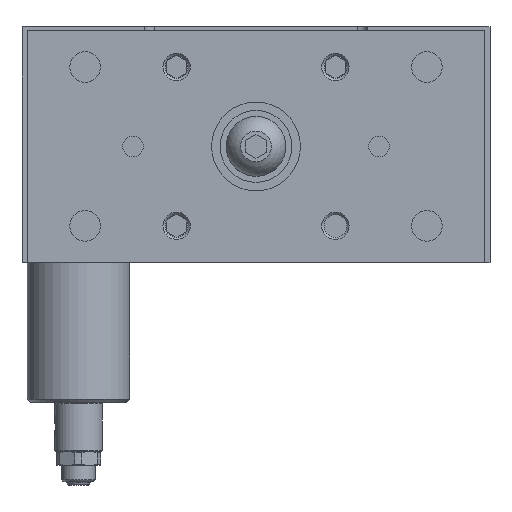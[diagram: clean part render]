
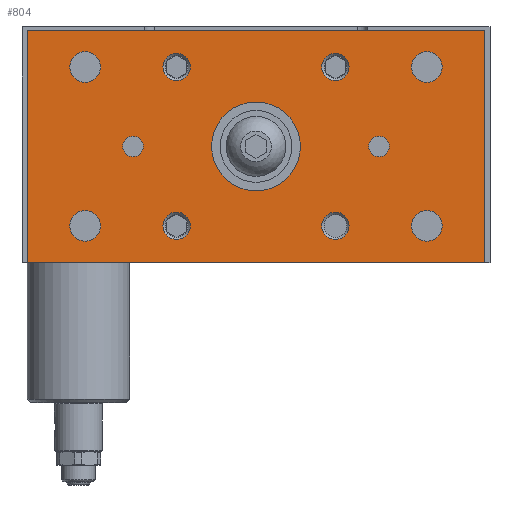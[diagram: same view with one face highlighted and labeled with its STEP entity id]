
A CAD part, left-side view. The second image highlights one B-rep face of the part: STEP entity #804.
In plain terms, the highlighted planar face has unit normal (-1, 0, 0).
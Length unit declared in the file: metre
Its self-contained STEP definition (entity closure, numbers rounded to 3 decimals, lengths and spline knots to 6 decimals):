
#804 = ADVANCED_FACE( '', ( #2007, #2008, #2009, #2010, #2011, #2012, #2013, #2014, #2015, #2016, #2017, #2018 ), #2019, .T. );
#2007 = FACE_OUTER_BOUND( '', #3753, .T. );
#2008 = FACE_BOUND( '', #3754, .T. );
#2009 = FACE_BOUND( '', #3755, .T. );
#2010 = FACE_BOUND( '', #3756, .T. );
#2011 = FACE_BOUND( '', #3757, .T. );
#2012 = FACE_BOUND( '', #3758, .T. );
#2013 = FACE_BOUND( '', #3759, .T. );
#2014 = FACE_BOUND( '', #3760, .T. );
#2015 = FACE_BOUND( '', #3761, .T. );
#2016 = FACE_BOUND( '', #3762, .T. );
#2017 = FACE_BOUND( '', #3763, .T. );
#2018 = FACE_BOUND( '', #3764, .T. );
#2019 = PLANE( '', #3765 );
#3753 = EDGE_LOOP( '', ( #6043, #6044, #6045, #6046 ) );
#3754 = EDGE_LOOP( '', ( #6047 ) );
#3755 = EDGE_LOOP( '', ( #6048 ) );
#3756 = EDGE_LOOP( '', ( #6049 ) );
#3757 = EDGE_LOOP( '', ( #6050 ) );
#3758 = EDGE_LOOP( '', ( #6051 ) );
#3759 = EDGE_LOOP( '', ( #6052 ) );
#3760 = EDGE_LOOP( '', ( #6053 ) );
#3761 = EDGE_LOOP( '', ( #6054 ) );
#3762 = EDGE_LOOP( '', ( #6055 ) );
#3763 = EDGE_LOOP( '', ( #6056 ) );
#3764 = EDGE_LOOP( '', ( #6057 ) );
#3765 = AXIS2_PLACEMENT_3D( '', #6058, #6059, #6060 );
#6043 = ORIENTED_EDGE( '', *, *, #8986, .T. );
#6044 = ORIENTED_EDGE( '', *, *, #8987, .T. );
#6045 = ORIENTED_EDGE( '', *, *, #8988, .T. );
#6046 = ORIENTED_EDGE( '', *, *, #8989, .T. );
#6047 = ORIENTED_EDGE( '', *, *, #8990, .T. );
#6048 = ORIENTED_EDGE( '', *, *, #8991, .F. );
#6049 = ORIENTED_EDGE( '', *, *, #8786, .F. );
#6050 = ORIENTED_EDGE( '', *, *, #8992, .T. );
#6051 = ORIENTED_EDGE( '', *, *, #8993, .T. );
#6052 = ORIENTED_EDGE( '', *, *, #8994, .F. );
#6053 = ORIENTED_EDGE( '', *, *, #8995, .T. );
#6054 = ORIENTED_EDGE( '', *, *, #8547, .F. );
#6055 = ORIENTED_EDGE( '', *, *, #8851, .F. );
#6056 = ORIENTED_EDGE( '', *, *, #8996, .T. );
#6057 = ORIENTED_EDGE( '', *, *, #8997, .T. );
#6058 = CARTESIAN_POINT( '', ( -0.027, -0.067, -0.001 ) );
#6059 = DIRECTION( '', ( -1., 0., 0. ) );
#6060 = DIRECTION( '', ( 0., 0., 1. ) );
#8547 = EDGE_CURVE( '', #9932, #9932, #9933, .T. );
#8786 = EDGE_CURVE( '', #10327, #10327, #10328, .T. );
#8851 = EDGE_CURVE( '', #10430, #10430, #10431, .T. );
#8986 = EDGE_CURVE( '', #10632, #10633, #10634, .T. );
#8987 = EDGE_CURVE( '', #10633, #10635, #10636, .T. );
#8988 = EDGE_CURVE( '', #10635, #10637, #10638, .T. );
#8989 = EDGE_CURVE( '', #10637, #10632, #10639, .T. );
#8990 = EDGE_CURVE( '', #10640, #10640, #10641, .T. );
#8991 = EDGE_CURVE( '', #10642, #10642, #10643, .T. );
#8992 = EDGE_CURVE( '', #10644, #10644, #10645, .T. );
#8993 = EDGE_CURVE( '', #10646, #10646, #10647, .T. );
#8994 = EDGE_CURVE( '', #10648, #10648, #10649, .T. );
#8995 = EDGE_CURVE( '', #10650, #10650, #10651, .T. );
#8996 = EDGE_CURVE( '', #10652, #10652, #10653, .T. );
#8997 = EDGE_CURVE( '', #10654, #10654, #10655, .T. );
#9932 = VERTEX_POINT( '', #11894 );
#9933 = CIRCLE( '', #11895, 0.004 );
#10327 = VERTEX_POINT( '', #12720 );
#10328 = CIRCLE( '', #12721, 0.0045 );
#10430 = VERTEX_POINT( '', #12868 );
#10431 = CIRCLE( '', #12869, 0.004 );
#10632 = VERTEX_POINT( '', #13224 );
#10633 = VERTEX_POINT( '', #13225 );
#10634 = LINE( '', #13226, #13227 );
#10635 = VERTEX_POINT( '', #13228 );
#10636 = LINE( '', #13229, #13230 );
#10637 = VERTEX_POINT( '', #13231 );
#10638 = LINE( '', #13232, #13233 );
#10639 = LINE( '', #13234, #13235 );
#10640 = VERTEX_POINT( '', #13236 );
#10641 = CIRCLE( '', #13237, 0.0045 );
#10642 = VERTEX_POINT( '', #13238 );
#10643 = CIRCLE( '', #13239, 0.0045 );
#10644 = VERTEX_POINT( '', #13240 );
#10645 = CIRCLE( '', #13241, 0.0045 );
#10646 = VERTEX_POINT( '', #13242 );
#10647 = CIRCLE( '', #13243, 0.003 );
#10648 = VERTEX_POINT( '', #13244 );
#10649 = CIRCLE( '', #13245, 0.003 );
#10650 = VERTEX_POINT( '', #13246 );
#10651 = CIRCLE( '', #13247, 0.004 );
#10652 = VERTEX_POINT( '', #13248 );
#10653 = CIRCLE( '', #13249, 0.004 );
#10654 = VERTEX_POINT( '', #13250 );
#10655 = CIRCLE( '', #13251, 0.013 );
#11894 = CARTESIAN_POINT( '', ( -0.027, -0.02725, -0.01175 ) );
#11895 = AXIS2_PLACEMENT_3D( '', #14923, #14924, #14925 );
#12720 = CARTESIAN_POINT( '', ( -0.027, 0.0455, -0.05825 ) );
#12721 = AXIS2_PLACEMENT_3D( '', #15262, #15263, #15264 );
#12868 = CARTESIAN_POINT( '', ( -0.027, 0.02725, -0.05825 ) );
#12869 = AXIS2_PLACEMENT_3D( '', #15336, #15337, #15338 );
#13224 = CARTESIAN_POINT( '', ( -0.027, -0.067, -0.069 ) );
#13225 = CARTESIAN_POINT( '', ( -0.027, -0.067, -0.001 ) );
#13226 = CARTESIAN_POINT( '', ( -0.027, -0.067, -0.069 ) );
#13227 = VECTOR( '', #15504, 1. );
#13228 = CARTESIAN_POINT( '', ( -0.027, 0.067, -0.001 ) );
#13229 = CARTESIAN_POINT( '', ( -0.027, -0.067, -0.001 ) );
#13230 = VECTOR( '', #15505, 1. );
#13231 = CARTESIAN_POINT( '', ( -0.027, 0.067, -0.069 ) );
#13232 = CARTESIAN_POINT( '', ( -0.027, 0.067, -0.001 ) );
#13233 = VECTOR( '', #15506, 1. );
#13234 = CARTESIAN_POINT( '', ( -0.027, 0.067, -0.069 ) );
#13235 = VECTOR( '', #15507, 1. );
#13236 = CARTESIAN_POINT( '', ( -0.027, 0.0455, -0.01175 ) );
#13237 = AXIS2_PLACEMENT_3D( '', #15508, #15509, #15510 );
#13238 = CARTESIAN_POINT( '', ( -0.027, -0.0455, -0.01175 ) );
#13239 = AXIS2_PLACEMENT_3D( '', #15511, #15512, #15513 );
#13240 = CARTESIAN_POINT( '', ( -0.027, -0.0455, -0.05825 ) );
#13241 = AXIS2_PLACEMENT_3D( '', #15514, #15515, #15516 );
#13242 = CARTESIAN_POINT( '', ( -0.027, 0.039, -0.035 ) );
#13243 = AXIS2_PLACEMENT_3D( '', #15517, #15518, #15519 );
#13244 = CARTESIAN_POINT( '', ( -0.027, -0.039, -0.035 ) );
#13245 = AXIS2_PLACEMENT_3D( '', #15520, #15521, #15522 );
#13246 = CARTESIAN_POINT( '', ( -0.027, 0.02725, -0.01175 ) );
#13247 = AXIS2_PLACEMENT_3D( '', #15523, #15524, #15525 );
#13248 = CARTESIAN_POINT( '', ( -0.027, -0.02725, -0.05825 ) );
#13249 = AXIS2_PLACEMENT_3D( '', #15526, #15527, #15528 );
#13250 = CARTESIAN_POINT( '', ( -0.027, 0.013, -0.035 ) );
#13251 = AXIS2_PLACEMENT_3D( '', #15529, #15530, #15531 );
#14923 = CARTESIAN_POINT( '', ( -0.027, -0.02325, -0.01175 ) );
#14924 = DIRECTION( '', ( -1., 0., 0. ) );
#14925 = DIRECTION( '', ( 0., -1., 0. ) );
#15262 = CARTESIAN_POINT( '', ( -0.027, 0.05, -0.05825 ) );
#15263 = DIRECTION( '', ( -1., 0., 0. ) );
#15264 = DIRECTION( '', ( 0., -1., 0. ) );
#15336 = CARTESIAN_POINT( '', ( -0.027, 0.02325, -0.05825 ) );
#15337 = DIRECTION( '', ( -1., 0., 0. ) );
#15338 = DIRECTION( '', ( 0., 1., 0. ) );
#15504 = DIRECTION( '', ( 0., 0., 1. ) );
#15505 = DIRECTION( '', ( 0., 1., 0. ) );
#15506 = DIRECTION( '', ( 0., 0., -1. ) );
#15507 = DIRECTION( '', ( 0., -1., 0. ) );
#15508 = CARTESIAN_POINT( '', ( -0.027, 0.05, -0.01175 ) );
#15509 = DIRECTION( '', ( 1., 0., 0. ) );
#15510 = DIRECTION( '', ( 0., -1., 0. ) );
#15511 = CARTESIAN_POINT( '', ( -0.027, -0.05, -0.01175 ) );
#15512 = DIRECTION( '', ( -1., 0., 0. ) );
#15513 = DIRECTION( '', ( 0., 1., 0. ) );
#15514 = CARTESIAN_POINT( '', ( -0.027, -0.05, -0.05825 ) );
#15515 = DIRECTION( '', ( 1., 0., 0. ) );
#15516 = DIRECTION( '', ( 0., 1., 0. ) );
#15517 = CARTESIAN_POINT( '', ( -0.027, 0.036, -0.035 ) );
#15518 = DIRECTION( '', ( 1., 0., 0. ) );
#15519 = DIRECTION( '', ( 0., 1., 0. ) );
#15520 = CARTESIAN_POINT( '', ( -0.027, -0.036, -0.035 ) );
#15521 = DIRECTION( '', ( -1., 0., 0. ) );
#15522 = DIRECTION( '', ( 0., -1., 0. ) );
#15523 = CARTESIAN_POINT( '', ( -0.027, 0.02325, -0.01175 ) );
#15524 = DIRECTION( '', ( 1., 0., 0. ) );
#15525 = DIRECTION( '', ( 0., 1., 0. ) );
#15526 = CARTESIAN_POINT( '', ( -0.027, -0.02325, -0.05825 ) );
#15527 = DIRECTION( '', ( 1., 0., 0. ) );
#15528 = DIRECTION( '', ( 0., -1., 0. ) );
#15529 = CARTESIAN_POINT( '', ( -0.027, 0., -0.035 ) );
#15530 = DIRECTION( '', ( 1., 0., 0. ) );
#15531 = DIRECTION( '', ( 0., 1., 0. ) );
